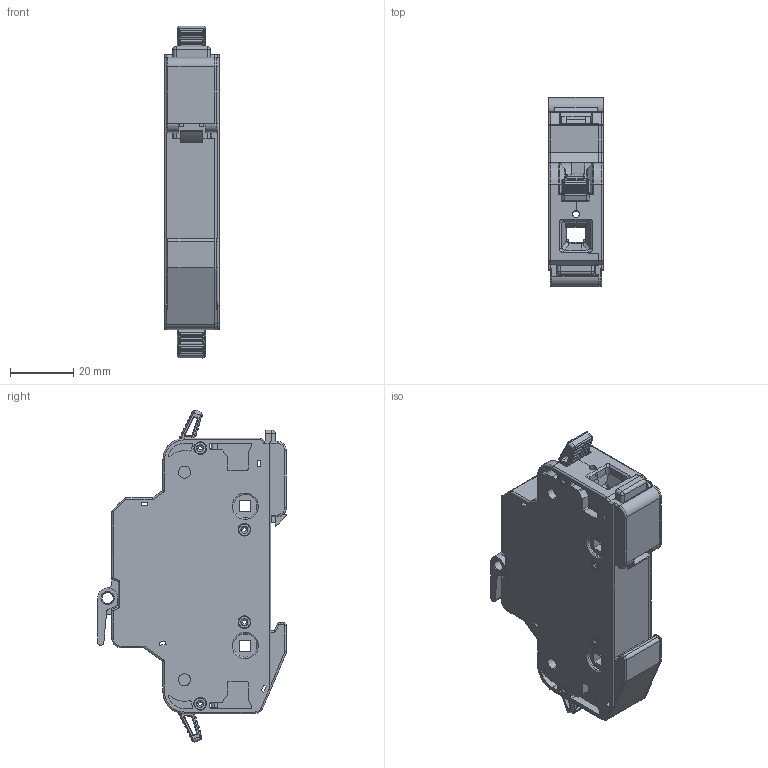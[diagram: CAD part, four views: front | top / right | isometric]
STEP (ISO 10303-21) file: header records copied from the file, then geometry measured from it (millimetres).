
FILE_DESCRIPTION (( 'STEP AP214' ), '1' );
FILE_NAME ('USGCC USGM 1.STEP', '2013-01-28T16:09:33', ( '' ), ( '' ), 'SwSTEP 2.0', 'SolidWorks 2012', '' );
FILE_SCHEMA (( 'AUTOMOTIVE_DESIGN' ));
Length unit declared in the file: inch
Products named in the file (1): USGCC USGM 1
Bounding box: 17.3 x 59.71 x 104.89 mm (x, y, z)
Surface area: 24252.2 mm2 (no closed solid volume)
Topology: 0 solids, 21 shells, 1111 faces, 3936 edges, 2817 vertices
Faces by surface type: plane 403, cylinder 399, torus 144, bspline 114, cone 45, sphere 6
Entity records: 62021 total; most frequent: CARTESIAN_POINT 15229, DIRECTION 6592, ORIENTED_EDGE 6248, EDGE_CURVE 3919, VERTEX_POINT 2817, AXIS2_PLACEMENT_3D 2214, LINE 2164, VECTOR 2164
